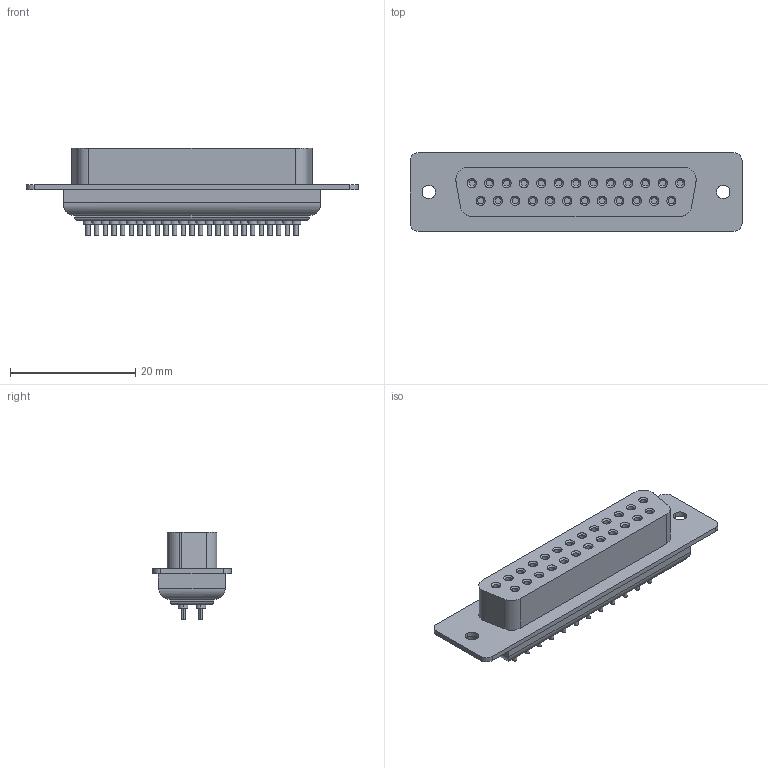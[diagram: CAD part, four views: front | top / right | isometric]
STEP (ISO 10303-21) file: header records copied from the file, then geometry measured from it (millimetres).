
FILE_DESCRIPTION(('FreeCAD Model'),'2;1');
FILE_NAME('DSUB25_Female_v_t_cut.step', '2020-09-08T23:46:51',('Author'),(''), 'Open CASCADE STEP processor 7.3','FreeCAD','Unknown');
FILE_SCHEMA(('AUTOMOTIVE_DESIGN { 1 0 10303 214 1 1 1 1 }'));
Length unit declared in the file: millimetre
Products named in the file (1): Cut
Bounding box: 53.04 x 12.55 x 13.9 mm (x, y, z)
Volume: 4090.7 mm3; surface area: 2936.5 mm2
Topology: 1 solids, 1 shells, 317 faces, 656 edges, 418 vertices
Faces by surface type: cylinder 172, plane 95, cone 50
Entity records: 10869 total; most frequent: DIRECTION 1674, CARTESIAN_POINT 1504, ORIENTED_EDGE 1312, AXIS2_PLACEMENT_3D 704, EDGE_CURVE 656, VERTEX_POINT 418, FACE_BOUND 398, EDGE_LOOP 398
